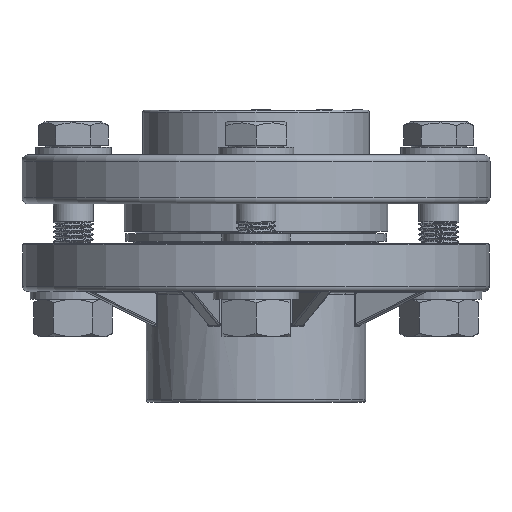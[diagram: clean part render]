
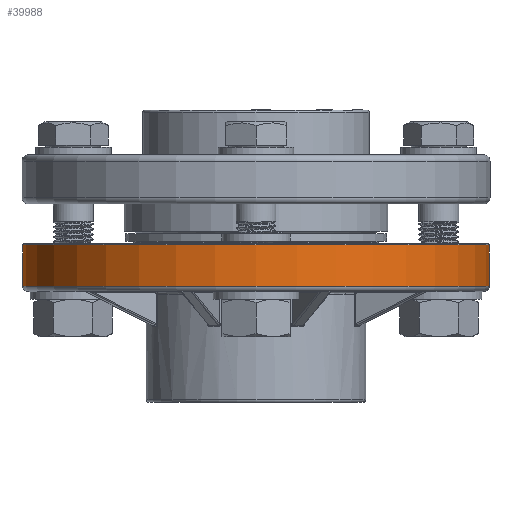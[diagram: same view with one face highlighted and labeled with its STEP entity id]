
A CAD part, front view. The second image highlights one B-rep face of the part: STEP entity #39988.
In plain terms, the highlighted cylindrical face has radius 92.5 mm (diameter 185 mm), a full revolution.
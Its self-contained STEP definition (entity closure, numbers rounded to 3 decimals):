
#1190=CYLINDRICAL_SURFACE('',#43054,92.5);
#4288=LINE('',#65391,#7309);
#7309=VECTOR('',#48237,92.5);
#10157=FACE_OUTER_BOUND('',#12679,.T.);
#12679=EDGE_LOOP('',(#29115,#29116,#29117,#29118,#29119));
#15341=CIRCLE('',#43055,92.5);
#15342=CIRCLE('',#43056,92.5);
#15343=CIRCLE('',#43057,92.5);
#17577=VERTEX_POINT('',#65388);
#17578=VERTEX_POINT('',#65390);
#17579=VERTEX_POINT('',#65392);
#21886=EDGE_CURVE('',#17577,#17577,#15341,.T.);
#21887=EDGE_CURVE('',#17577,#17578,#4288,.T.);
#21888=EDGE_CURVE('',#17578,#17579,#15342,.T.);
#21889=EDGE_CURVE('',#17579,#17578,#15343,.T.);
#29115=ORIENTED_EDGE('',*,*,#21886,.T.);
#29116=ORIENTED_EDGE('',*,*,#21887,.T.);
#29117=ORIENTED_EDGE('',*,*,#21888,.T.);
#29118=ORIENTED_EDGE('',*,*,#21889,.T.);
#29119=ORIENTED_EDGE('',*,*,#21887,.F.);
#39988=ADVANCED_FACE('',(#10157),#1190,.T.);
#43054=AXIS2_PLACEMENT_3D('',#65387,#48233,#48234);
#43055=AXIS2_PLACEMENT_3D('',#65389,#48235,#48236);
#43056=AXIS2_PLACEMENT_3D('',#65393,#48238,#48239);
#43057=AXIS2_PLACEMENT_3D('',#65394,#48240,#48241);
#48233=DIRECTION('center_axis',(0.,0.,
1.));
#48234=DIRECTION('ref_axis',(1.,0.,0.));
#48235=DIRECTION('center_axis',(0.,0.,
-1.));
#48236=DIRECTION('ref_axis',(1.,0.,0.));
#48237=DIRECTION('',(0.,0.,-1.));
#48238=DIRECTION('center_axis',(0.,0.,
1.));
#48239=DIRECTION('ref_axis',(-1.,0.,0.));
#48240=DIRECTION('center_axis',(0.,0.,
1.));
#48241=DIRECTION('ref_axis',(-1.,0.,0.));
#65387=CARTESIAN_POINT('Origin',(0.,0.,
-5.2));
#65388=CARTESIAN_POINT('',(-92.5,0.,11.8));
#65389=CARTESIAN_POINT('Origin',(0.,0.,
11.8));
#65390=CARTESIAN_POINT('',(-92.5,0.,-4.7));
#65391=CARTESIAN_POINT('',(-92.5,0.,-5.2));
#65392=CARTESIAN_POINT('',(92.5,0.,-4.7));
#65393=CARTESIAN_POINT('Origin',(0.,0.,
-4.7));
#65394=CARTESIAN_POINT('Origin',(0.,0.,
-4.7));
